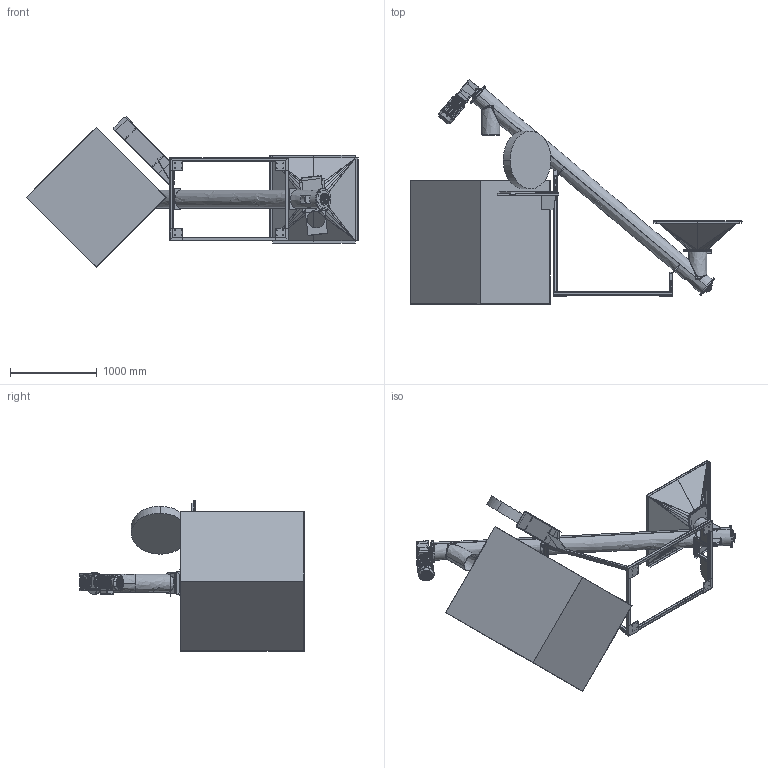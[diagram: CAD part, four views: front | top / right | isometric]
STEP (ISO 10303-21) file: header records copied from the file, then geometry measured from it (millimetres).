
FILE_DESCRIPTION(('FreeCAD Model'),'2;1');
FILE_NAME('Open CASCADE Shape Model','2025-05-09T08:15:41',('FreeCAD'),( 'FreeCAD'),'Open CASCADE STEP processor 7.6','FreeCAD','Unknown');
FILE_SCHEMA(('AUTOMOTIVE_DESIGN { 1 0 10303 214 1 1 1 1 }'));
Products named in the file (1): Open CASCADE STEP translator 7.6 1
Bounding box: 3819.97 x 2582.8 x 1728.09 mm (x, y, z)
Volume: 95500340.9 mm3; surface area: 30006616.6 mm2
Topology: 80 solids, 84 shells, 6411 faces, 16552 edges, 10368 vertices
Faces by surface type: bspline 6411
Entity records: 220992 total; most frequent: CARTESIAN_POINT 127854, ORIENTED_EDGE 32846, EDGE_CURVE 16423, VERTEX_POINT 10368, B_SPLINE_CURVE_WITH_KNOTS 9634, FACE_BOUND 7372, EDGE_LOOP 7372, ADVANCED_FACE 6411
